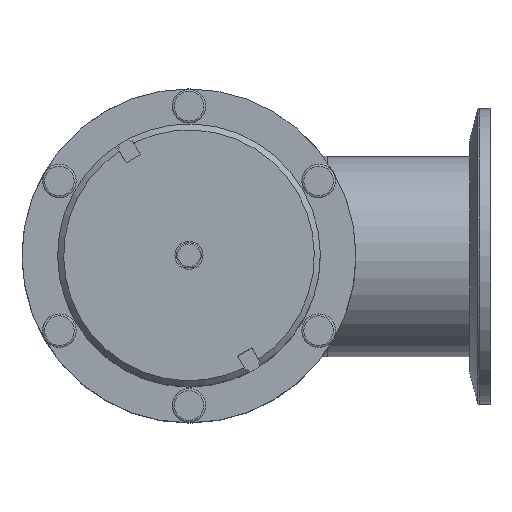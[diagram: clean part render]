
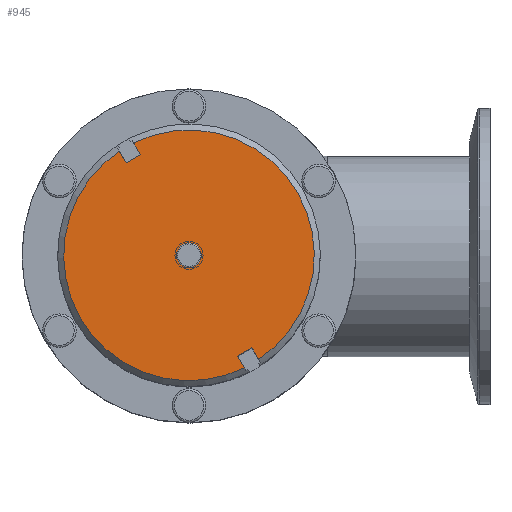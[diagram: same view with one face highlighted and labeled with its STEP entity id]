
A CAD part, top view. The second image highlights one B-rep face of the part: STEP entity #945.
In plain terms, the highlighted planar face has unit normal (0, 0, 1).
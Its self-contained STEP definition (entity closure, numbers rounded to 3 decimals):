
#44=LINE('',#1748,#88);
#47=LINE('',#1757,#91);
#50=LINE('',#1814,#94);
#51=LINE('',#1817,#95);
#52=LINE('',#1819,#96);
#53=LINE('',#1820,#97);
#88=VECTOR('',#1288,4.2);
#91=VECTOR('',#1293,3.41);
#94=VECTOR('',#1310,3.41);
#95=VECTOR('',#1313,3.41);
#96=VECTOR('',#1314,4.2);
#97=VECTOR('',#1315,3.41);
#154=PLANE('',#1086);
#238=FACE_OUTER_BOUND('',#322,.T.);
#322=EDGE_LOOP('',(#740,#741,#742,#743,#744,#745,#746,#747));
#393=CIRCLE('',#1081,31.73);
#394=CIRCLE('',#1083,31.73);
#464=VERTEX_POINT('',#1746);
#465=VERTEX_POINT('',#1747);
#466=VERTEX_POINT('',#1752);
#473=VERTEX_POINT('',#1778);
#475=VERTEX_POINT('',#1785);
#476=VERTEX_POINT('',#1789);
#482=VERTEX_POINT('',#1816);
#483=VERTEX_POINT('',#1818);
#564=EDGE_CURVE('',#464,#465,#44,.T.);
#568=EDGE_CURVE('',#465,#466,#47,.T.);
#576=EDGE_CURVE('',#473,#466,#393,.T.);
#578=EDGE_CURVE('',#475,#476,#394,.T.);
#586=EDGE_CURVE('',#475,#464,#50,.T.);
#587=EDGE_CURVE('',#473,#482,#51,.T.);
#588=EDGE_CURVE('',#482,#483,#52,.T.);
#589=EDGE_CURVE('',#483,#476,#53,.T.);
#740=ORIENTED_EDGE('',*,*,#586,.T.);
#741=ORIENTED_EDGE('',*,*,#564,.T.);
#742=ORIENTED_EDGE('',*,*,#568,.T.);
#743=ORIENTED_EDGE('',*,*,#576,.F.);
#744=ORIENTED_EDGE('',*,*,#587,.T.);
#745=ORIENTED_EDGE('',*,*,#588,.T.);
#746=ORIENTED_EDGE('',*,*,#589,.T.);
#747=ORIENTED_EDGE('',*,*,#578,.F.);
#945=ADVANCED_FACE('',(#238),#154,.T.);
#1081=AXIS2_PLACEMENT_3D('',#1782,#1299,#1300);
#1083=AXIS2_PLACEMENT_3D('',#1790,#1303,#1304);
#1086=AXIS2_PLACEMENT_3D('',#1815,#1311,#1312);
#1288=DIRECTION('',(0.866,0.5,0.));
#1293=DIRECTION('',(0.5,-0.866,0.));
#1299=DIRECTION('center_axis',(0.,0.,
-1.));
#1300=DIRECTION('ref_axis',(-0.5,0.866,0.));
#1303=DIRECTION('center_axis',(0.,0.,
-1.));
#1304=DIRECTION('ref_axis',(-0.5,0.866,0.));
#1310=DIRECTION('',(-0.5,0.866,0.));
#1311=DIRECTION('center_axis',(0.,0.,
1.));
#1312=DIRECTION('ref_axis',(0.5,-0.866,0.));
#1313=DIRECTION('',(0.5,-0.866,0.));
#1314=DIRECTION('',(-0.866,-0.5,0.));
#1315=DIRECTION('',(-0.5,0.866,0.));
#1746=CARTESIAN_POINT('',(65.715,30.613,128.479));
#1747=CARTESIAN_POINT('',(69.353,32.713,128.479));
#1748=CARTESIAN_POINT('',(67.534,31.663,128.479));
#1752=CARTESIAN_POINT('',(71.058,29.76,128.479));
#1757=CARTESIAN_POINT('',(63.34,43.127,128.479));
#1778=CARTESIAN_POINT('',(39.397,84.597,128.479));
#1782=CARTESIAN_POINT('Origin',(53.409,56.128,128.479));
#1785=CARTESIAN_POINT('',(67.421,27.66,128.479));
#1789=CARTESIAN_POINT('',(35.76,82.497,128.479));
#1790=CARTESIAN_POINT('Origin',(53.409,56.128,128.479));
#1814=CARTESIAN_POINT('',(58.653,42.846,128.479));
#1815=CARTESIAN_POINT('Origin',(53.409,56.128,128.479));
#1816=CARTESIAN_POINT('',(41.103,81.644,128.479));
#1817=CARTESIAN_POINT('',(47.115,71.23,128.479));
#1818=CARTESIAN_POINT('',(37.465,79.544,128.479));
#1819=CARTESIAN_POINT('',(39.284,80.594,128.479));
#1820=CARTESIAN_POINT('',(44.528,67.311,128.479));
